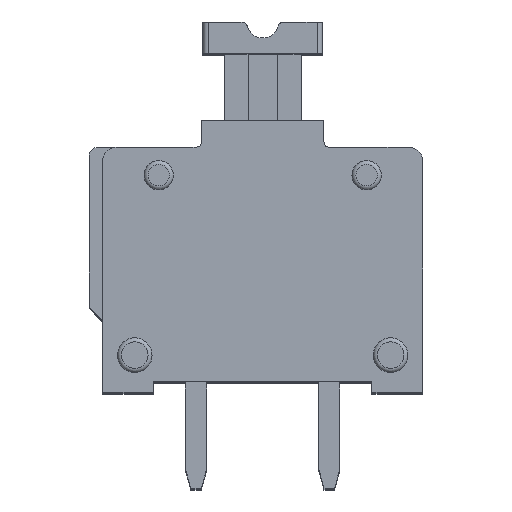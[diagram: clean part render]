
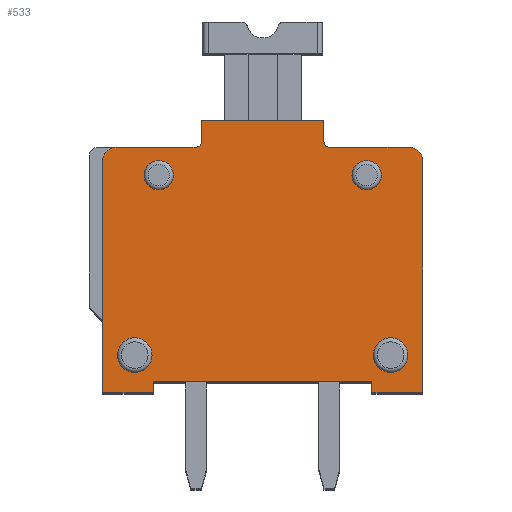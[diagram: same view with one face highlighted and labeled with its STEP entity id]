
A CAD part, top view. The second image highlights one B-rep face of the part: STEP entity #533.
In plain terms, the highlighted planar face has unit normal (0, 0, 1).
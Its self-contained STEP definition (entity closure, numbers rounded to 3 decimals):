
#533 = ADVANCED_FACE( '', ( #1024, #1025, #1026, #1027, #1028 ), #1029, .T. );
#1024 = FACE_OUTER_BOUND( '', #1498, .T. );
#1025 = FACE_BOUND( '', #1499, .T. );
#1026 = FACE_BOUND( '', #1500, .T. );
#1027 = FACE_BOUND( '', #1501, .T. );
#1028 = FACE_BOUND( '', #1502, .T. );
#1029 = PLANE( '', #1503 );
#1498 = EDGE_LOOP( '', ( #2603, #2604, #2605, #2606, #2607, #2608, #2609, #2610, #2611, #2612, #2613, #2614, #2615, #2616, #2617, #2618 ) );
#1499 = EDGE_LOOP( '', ( #2619 ) );
#1500 = EDGE_LOOP( '', ( #2620 ) );
#1501 = EDGE_LOOP( '', ( #2621 ) );
#1502 = EDGE_LOOP( '', ( #2622 ) );
#1503 = AXIS2_PLACEMENT_3D( '', #2623, #2624, #2625 );
#2603 = ORIENTED_EDGE( '', *, *, #3154, .T. );
#2604 = ORIENTED_EDGE( '', *, *, #3046, .T. );
#2605 = ORIENTED_EDGE( '', *, *, #3053, .F. );
#2606 = ORIENTED_EDGE( '', *, *, #3020, .F. );
#2607 = ORIENTED_EDGE( '', *, *, #3006, .F. );
#2608 = ORIENTED_EDGE( '', *, *, #3108, .T. );
#2609 = ORIENTED_EDGE( '', *, *, #3200, .F. );
#2610 = ORIENTED_EDGE( '', *, *, #3159, .F. );
#2611 = ORIENTED_EDGE( '', *, *, #3217, .T. );
#2612 = ORIENTED_EDGE( '', *, *, #3266, .T. );
#2613 = ORIENTED_EDGE( '', *, *, #3050, .T. );
#2614 = ORIENTED_EDGE( '', *, *, #2924, .T. );
#2615 = ORIENTED_EDGE( '', *, *, #3238, .T. );
#2616 = ORIENTED_EDGE( '', *, *, #3256, .F. );
#2617 = ORIENTED_EDGE( '', *, *, #2864, .T. );
#2618 = ORIENTED_EDGE( '', *, *, #3078, .F. );
#2619 = ORIENTED_EDGE( '', *, *, #3162, .F. );
#2620 = ORIENTED_EDGE( '', *, *, #3120, .F. );
#2621 = ORIENTED_EDGE( '', *, *, #3013, .F. );
#2622 = ORIENTED_EDGE( '', *, *, #3177, .F. );
#2623 = CARTESIAN_POINT( '', ( 5.954, 7.756, 3. ) );
#2624 = DIRECTION( '', ( 0., 0., 1. ) );
#2625 = DIRECTION( '', ( 1., 0., 0. ) );
#2864 = EDGE_CURVE( '', #3370, #3374, #3376, .T. );
#2924 = EDGE_CURVE( '', #3474, #3479, #3481, .T. );
#3006 = EDGE_CURVE( '', #3608, #3610, #3611, .T. );
#3013 = EDGE_CURVE( '', #3620, #3620, #3621, .T. );
#3020 = EDGE_CURVE( '', #3610, #3631, #3632, .T. );
#3046 = EDGE_CURVE( '', #3671, #3675, #3677, .T. );
#3050 = EDGE_CURVE( '', #3679, #3474, #3683, .T. );
#3053 = EDGE_CURVE( '', #3631, #3675, #3686, .T. );
#3078 = EDGE_CURVE( '', #3719, #3374, #3721, .T. );
#3108 = EDGE_CURVE( '', #3608, #3767, #3769, .T. );
#3120 = EDGE_CURVE( '', #3785, #3785, #3786, .T. );
#3154 = EDGE_CURVE( '', #3719, #3671, #3836, .T. );
#3159 = EDGE_CURVE( '', #3843, #3838, #3845, .T. );
#3162 = EDGE_CURVE( '', #3849, #3849, #3850, .T. );
#3177 = EDGE_CURVE( '', #3868, #3868, #3869, .T. );
#3200 = EDGE_CURVE( '', #3838, #3767, #3894, .T. );
#3217 = EDGE_CURVE( '', #3843, #3911, #3913, .T. );
#3238 = EDGE_CURVE( '', #3479, #3940, #3942, .T. );
#3256 = EDGE_CURVE( '', #3370, #3940, #3964, .T. );
#3266 = EDGE_CURVE( '', #3911, #3679, #3974, .T. );
#3370 = VERTEX_POINT( '', #4105 );
#3374 = VERTEX_POINT( '', #4111 );
#3376 = LINE( '', #4114, #4115 );
#3474 = VERTEX_POINT( '', #4290 );
#3479 = VERTEX_POINT( '', #4297 );
#3481 = LINE( '', #4300, #4301 );
#3608 = VERTEX_POINT( '', #4477 );
#3610 = VERTEX_POINT( '', #4480 );
#3611 = LINE( '', #4481, #4482 );
#3620 = VERTEX_POINT( '', #4494 );
#3621 = CIRCLE( '', #4495, 0.65 );
#3631 = VERTEX_POINT( '', #4509 );
#3632 = LINE( '', #4510, #4511 );
#3671 = VERTEX_POINT( '', #4566 );
#3675 = VERTEX_POINT( '', #4572 );
#3677 = LINE( '', #4575, #4576 );
#3679 = VERTEX_POINT( '', #4578 );
#3683 = LINE( '', #4584, #4585 );
#3686 = LINE( '', #4589, #4590 );
#3719 = VERTEX_POINT( '', #4634 );
#3721 = CIRCLE( '', #4637, 0.5 );
#3767 = VERTEX_POINT( '', #4703 );
#3769 = LINE( '', #4706, #4707 );
#3785 = VERTEX_POINT( '', #4730 );
#3786 = CIRCLE( '', #4731, 0.55 );
#3836 = LINE( '', #4797, #4798 );
#3838 = VERTEX_POINT( '', #4800 );
#3843 = VERTEX_POINT( '', #4806 );
#3845 = CIRCLE( '', #4809, 0.5 );
#3849 = VERTEX_POINT( '', #4813 );
#3850 = CIRCLE( '', #4814, 0.65 );
#3868 = VERTEX_POINT( '', #4836 );
#3869 = CIRCLE( '', #4837, 0.55 );
#3894 = LINE( '', #4872, #4873 );
#3911 = VERTEX_POINT( '', #4901 );
#3913 = LINE( '', #4904, #4905 );
#3940 = VERTEX_POINT( '', #4942 );
#3942 = LINE( '', #4945, #4946 );
#3964 = CIRCLE( '', #4974, 0.2 );
#3974 = CIRCLE( '', #4986, 0.2 );
#4105 = CARTESIAN_POINT( '', ( 3.5, 9.2, 3. ) );
#4111 = CARTESIAN_POINT( '', ( 0.5, 9.2, 3. ) );
#4114 = CARTESIAN_POINT( '', ( 7.771, 9.2, 3. ) );
#4115 = VECTOR( '', #5077, 1000. );
#4290 = CARTESIAN_POINT( '', ( 8.3, 10.2, 3. ) );
#4297 = CARTESIAN_POINT( '', ( 3.7, 10.2, 3. ) );
#4300 = CARTESIAN_POINT( '', ( 7.771, 10.2, 3. ) );
#4301 = VECTOR( '', #5143, 1000. );
#4477 = CARTESIAN_POINT( '', ( 10.1, 0., 3. ) );
#4480 = CARTESIAN_POINT( '', ( 10.1, 0.4, 3. ) );
#4481 = CARTESIAN_POINT( '', ( 10.1, 7.285, 3. ) );
#4482 = VECTOR( '', #5224, 1000. );
#4494 = CARTESIAN_POINT( '', ( 1.85, 1.4, 3. ) );
#4495 = AXIS2_PLACEMENT_3D( '', #5231, #5232, #5233 );
#4509 = CARTESIAN_POINT( '', ( 1.9, 0.4, 3. ) );
#4510 = CARTESIAN_POINT( '', ( 7.771, 0.4, 3. ) );
#4511 = VECTOR( '', #5238, 1000. );
#4566 = CARTESIAN_POINT( '', ( 0., 0., 3. ) );
#4572 = CARTESIAN_POINT( '', ( 1.9, 0., 3. ) );
#4575 = CARTESIAN_POINT( '', ( 7.771, 0., 3. ) );
#4576 = VECTOR( '', #5267, 1000. );
#4578 = CARTESIAN_POINT( '', ( 8.3, 9.4, 3. ) );
#4584 = CARTESIAN_POINT( '', ( 8.3, 7.285, 3. ) );
#4585 = VECTOR( '', #5270, 1000. );
#4589 = CARTESIAN_POINT( '', ( 1.9, 7.285, 3. ) );
#4590 = VECTOR( '', #5272, 1000. );
#4634 = CARTESIAN_POINT( '', ( 0., 8.7, 3. ) );
#4637 = AXIS2_PLACEMENT_3D( '', #5300, #5301, #5302 );
#4703 = CARTESIAN_POINT( '', ( 12., 0., 3. ) );
#4706 = CARTESIAN_POINT( '', ( 7.771, 0., 3. ) );
#4707 = VECTOR( '', #5336, 1000. );
#4730 = CARTESIAN_POINT( '', ( 2.65, 8.15, 3. ) );
#4731 = AXIS2_PLACEMENT_3D( '', #5344, #5345, #5346 );
#4797 = CARTESIAN_POINT( '', ( 0., 7.285, 3. ) );
#4798 = VECTOR( '', #5384, 1000. );
#4800 = CARTESIAN_POINT( '', ( 12., 8.7, 3. ) );
#4806 = CARTESIAN_POINT( '', ( 11.5, 9.2, 3. ) );
#4809 = AXIS2_PLACEMENT_3D( '', #5390, #5391, #5392 );
#4813 = CARTESIAN_POINT( '', ( 11.45, 1.4, 3. ) );
#4814 = AXIS2_PLACEMENT_3D( '', #5396, #5397, #5398 );
#4836 = CARTESIAN_POINT( '', ( 10.45, 8.15, 3. ) );
#4837 = AXIS2_PLACEMENT_3D( '', #5409, #5410, #5411 );
#4872 = CARTESIAN_POINT( '', ( 12., 7.285, 3. ) );
#4873 = VECTOR( '', #5425, 1000. );
#4901 = CARTESIAN_POINT( '', ( 8.5, 9.2, 3. ) );
#4904 = CARTESIAN_POINT( '', ( 7.771, 9.2, 3. ) );
#4905 = VECTOR( '', #5438, 1000. );
#4942 = CARTESIAN_POINT( '', ( 3.7, 9.4, 3. ) );
#4945 = CARTESIAN_POINT( '', ( 3.7, 7.285, 3. ) );
#4946 = VECTOR( '', #5456, 1000. );
#4974 = AXIS2_PLACEMENT_3D( '', #5472, #5473, #5474 );
#4986 = AXIS2_PLACEMENT_3D( '', #5477, #5478, #5479 );
#5077 = DIRECTION( '', ( -1., 0., 0. ) );
#5143 = DIRECTION( '', ( -1., 0., 0. ) );
#5224 = DIRECTION( '', ( 0., 1., 0. ) );
#5231 = CARTESIAN_POINT( '', ( 1.2, 1.4, 3. ) );
#5232 = DIRECTION( '', ( 0., 0., 1. ) );
#5233 = DIRECTION( '', ( 1., 0., 0. ) );
#5238 = DIRECTION( '', ( -1., 0., 0. ) );
#5267 = DIRECTION( '', ( 1., 0., 0. ) );
#5270 = DIRECTION( '', ( 0., 1., 0. ) );
#5272 = DIRECTION( '', ( 0., -1., 0. ) );
#5300 = CARTESIAN_POINT( '', ( 0.5, 8.7, 3. ) );
#5301 = DIRECTION( '', ( 0., 0., -1. ) );
#5302 = DIRECTION( '', ( -1., 0., 0. ) );
#5336 = DIRECTION( '', ( 1., 0., 0. ) );
#5344 = CARTESIAN_POINT( '', ( 2.1, 8.15, 3. ) );
#5345 = DIRECTION( '', ( 0., 0., 1. ) );
#5346 = DIRECTION( '', ( 1., 0., 0. ) );
#5384 = DIRECTION( '', ( 0., -1., 0. ) );
#5390 = CARTESIAN_POINT( '', ( 11.5, 8.7, 3. ) );
#5391 = DIRECTION( '', ( 0., 0., -1. ) );
#5392 = DIRECTION( '', ( -1., 0., 0. ) );
#5396 = CARTESIAN_POINT( '', ( 10.8, 1.4, 3. ) );
#5397 = DIRECTION( '', ( 0., 0., 1. ) );
#5398 = DIRECTION( '', ( 1., 0., 0. ) );
#5409 = CARTESIAN_POINT( '', ( 9.9, 8.15, 3. ) );
#5410 = DIRECTION( '', ( 0., 0., 1. ) );
#5411 = DIRECTION( '', ( 1., 0., 0. ) );
#5425 = DIRECTION( '', ( 0., -1., 0. ) );
#5438 = DIRECTION( '', ( -1., 0., 0. ) );
#5456 = DIRECTION( '', ( 0., -1., 0. ) );
#5472 = CARTESIAN_POINT( '', ( 3.5, 9.4, 3. ) );
#5473 = DIRECTION( '', ( 0., 0., 1. ) );
#5474 = DIRECTION( '', ( 1., 0., 0. ) );
#5477 = CARTESIAN_POINT( '', ( 8.5, 9.4, 3. ) );
#5478 = DIRECTION( '', ( 0., 0., -1. ) );
#5479 = DIRECTION( '', ( -1., 0., 0. ) );
